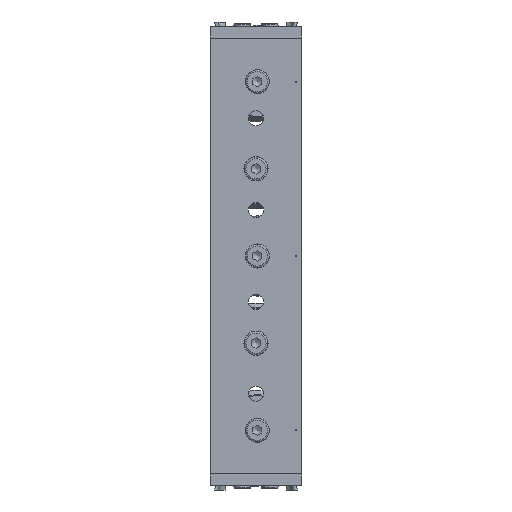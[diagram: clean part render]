
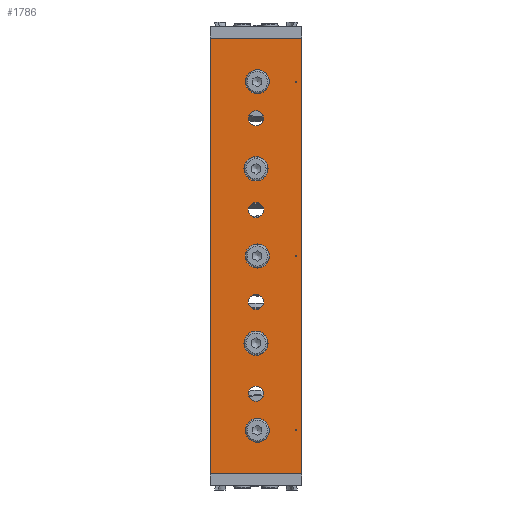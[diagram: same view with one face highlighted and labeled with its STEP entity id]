
A CAD part, left-side view. The second image highlights one B-rep face of the part: STEP entity #1786.
In plain terms, the highlighted planar face has unit normal (-1, 0, 0).
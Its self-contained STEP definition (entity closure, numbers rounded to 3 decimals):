
#230=CARTESIAN_POINT('',(0.0,20.0,138.25));
#231=VERTEX_POINT('',#230);
#232=CARTESIAN_POINT('',(0.0,20.0,133.0));
#233=DIRECTION('',(1.0,0.0,0.0));
#234=DIRECTION('',(0.0,0.0,1.0));
#235=AXIS2_PLACEMENT_3D('',#232,#233,#234);
#236=CIRCLE('',#235,5.25);
#237=EDGE_CURVE('',#231,#231,#236,.T.);
#717=CARTESIAN_POINT('',(0.0,20.0,62.25));
#718=VERTEX_POINT('',#717);
#719=CARTESIAN_POINT('',(0.0,20.0,57.0));
#720=DIRECTION('',(1.0,0.0,0.0));
#721=DIRECTION('',(0.0,0.0,1.0));
#722=AXIS2_PLACEMENT_3D('',#719,#720,#721);
#723=CIRCLE('',#722,5.25);
#724=EDGE_CURVE('',#718,#718,#723,.T.);
#791=CARTESIAN_POINT('',(0.0,20.0,158.324));
#792=VERTEX_POINT('',#791);
#793=CARTESIAN_POINT('',(0.0,20.0,155.0));
#794=DIRECTION('',(1.0,0.0,0.0));
#795=DIRECTION('',(0.0,0.0,1.0));
#796=AXIS2_PLACEMENT_3D('',#793,#794,#795);
#797=CIRCLE('',#796,3.324);
#798=EDGE_CURVE('',#792,#792,#797,.T.);
#840=CARTESIAN_POINT('',(0.0,20.0,118.324));
#841=VERTEX_POINT('',#840);
#842=CARTESIAN_POINT('',(0.0,20.0,115.0));
#843=DIRECTION('',(1.0,0.0,0.0));
#844=DIRECTION('',(0.0,0.0,1.0));
#845=AXIS2_PLACEMENT_3D('',#842,#843,#844);
#846=CIRCLE('',#845,3.324);
#847=EDGE_CURVE('',#841,#841,#846,.T.);
#889=CARTESIAN_POINT('',(0.0,20.0,78.323));
#890=VERTEX_POINT('',#889);
#891=CARTESIAN_POINT('',(0.0,20.0,75.0));
#892=DIRECTION('',(1.0,0.0,0.0));
#893=DIRECTION('',(0.0,0.0,1.0));
#894=AXIS2_PLACEMENT_3D('',#891,#892,#893);
#895=CIRCLE('',#894,3.324);
#896=EDGE_CURVE('',#890,#890,#895,.T.);
#938=CARTESIAN_POINT('',(0.0,20.0,38.323));
#939=VERTEX_POINT('',#938);
#940=CARTESIAN_POINT('',(0.0,20.0,35.0));
#941=DIRECTION('',(1.0,0.0,0.0));
#942=DIRECTION('',(0.0,0.0,1.0));
#943=AXIS2_PLACEMENT_3D('',#940,#941,#942);
#944=CIRCLE('',#943,3.324);
#945=EDGE_CURVE('',#939,#939,#944,.T.);
#1025=CARTESIAN_POINT('',(0.0,2.5,171.25));
#1026=VERTEX_POINT('',#1025);
#1027=CARTESIAN_POINT('',(0.0,2.5,171.0));
#1028=DIRECTION('',(1.0,0.0,0.0));
#1029=DIRECTION('',(0.0,0.0,1.0));
#1030=AXIS2_PLACEMENT_3D('',#1027,#1028,#1029);
#1031=CIRCLE('',#1030,0.25);
#1032=EDGE_CURVE('',#1026,#1026,#1031,.T.);
#1163=CARTESIAN_POINT('',(0.0,19.4,176.25));
#1164=VERTEX_POINT('',#1163);
#1165=CARTESIAN_POINT('',(0.0,19.4,171.0));
#1166=DIRECTION('',(1.0,0.0,0.0));
#1167=DIRECTION('',(0.0,0.0,1.0));
#1168=AXIS2_PLACEMENT_3D('',#1165,#1166,#1167);
#1169=CIRCLE('',#1168,5.25);
#1170=EDGE_CURVE('',#1164,#1164,#1169,.T.);
#1275=CARTESIAN_POINT('',(0.0,2.5,95.25));
#1276=VERTEX_POINT('',#1275);
#1277=CARTESIAN_POINT('',(0.0,2.5,95.0));
#1278=DIRECTION('',(1.0,0.0,0.0));
#1279=DIRECTION('',(0.0,0.0,1.0));
#1280=AXIS2_PLACEMENT_3D('',#1277,#1278,#1279);
#1281=CIRCLE('',#1280,0.25);
#1282=EDGE_CURVE('',#1276,#1276,#1281,.T.);
#1413=CARTESIAN_POINT('',(0.0,19.4,100.25));
#1414=VERTEX_POINT('',#1413);
#1415=CARTESIAN_POINT('',(0.0,19.4,95.0));
#1416=DIRECTION('',(1.0,0.0,0.0));
#1417=DIRECTION('',(0.0,0.0,1.0));
#1418=AXIS2_PLACEMENT_3D('',#1415,#1416,#1417);
#1419=CIRCLE('',#1418,5.25);
#1420=EDGE_CURVE('',#1414,#1414,#1419,.T.);
#1594=CARTESIAN_POINT('',(0.0,2.5,19.25));
#1595=VERTEX_POINT('',#1594);
#1596=CARTESIAN_POINT('',(0.0,2.5,19.));
#1597=DIRECTION('',(1.0,0.0,0.0));
#1598=DIRECTION('',(0.0,0.0,1.0));
#1599=AXIS2_PLACEMENT_3D('',#1596,#1597,#1598);
#1600=CIRCLE('',#1599,0.25);
#1601=EDGE_CURVE('',#1595,#1595,#1600,.T.);
#1663=CARTESIAN_POINT('',(0.0,19.4,24.25));
#1664=VERTEX_POINT('',#1663);
#1665=CARTESIAN_POINT('',(0.0,19.4,19.));
#1666=DIRECTION('',(1.0,0.0,0.0));
#1667=DIRECTION('',(0.0,0.0,1.0));
#1668=AXIS2_PLACEMENT_3D('',#1665,#1666,#1667);
#1669=CIRCLE('',#1668,5.25);
#1670=EDGE_CURVE('',#1664,#1664,#1669,.T.);
#1711=CARTESIAN_POINT('',(0.0,0.0,0.0));
#1712=DIRECTION('',(-1.0,0.0,0.0));
#1713=DIRECTION('',(0.0,0.0,1.0));
#1714=AXIS2_PLACEMENT_3D('',#1711,#1712,#1713);
#1715=PLANE('',#1714);
#1716=CARTESIAN_POINT('',(0.0,0.0,190.0));
#1717=VERTEX_POINT('',#1716);
#1718=CARTESIAN_POINT('',(0.0,40.0,190.0));
#1719=VERTEX_POINT('',#1718);
#1720=CARTESIAN_POINT('',(0.0,0.0,190.0));
#1721=DIRECTION('',(0.0,1.0,0.0));
#1722=VECTOR('',#1721,40.0);
#1723=LINE('',#1720,#1722);
#1724=EDGE_CURVE('',#1717,#1719,#1723,.T.);
#1725=ORIENTED_EDGE('',*,*,#1724,.T.);
#1726=CARTESIAN_POINT('',(0.0,40.0,0.0));
#1727=VERTEX_POINT('',#1726);
#1728=CARTESIAN_POINT('',(0.0,40.0,0.0));
#1729=DIRECTION('',(0.0,0.0,1.0));
#1730=VECTOR('',#1729,190.0);
#1731=LINE('',#1728,#1730);
#1732=EDGE_CURVE('',#1727,#1719,#1731,.T.);
#1733=ORIENTED_EDGE('',*,*,#1732,.F.);
#1734=CARTESIAN_POINT('',(0.0,0.0,0.0));
#1735=VERTEX_POINT('',#1734);
#1736=CARTESIAN_POINT('',(0.0,40.0,0.0));
#1737=DIRECTION('',(0.0,-1.0,0.0));
#1738=VECTOR('',#1737,40.0);
#1739=LINE('',#1736,#1738);
#1740=EDGE_CURVE('',#1727,#1735,#1739,.T.);
#1741=ORIENTED_EDGE('',*,*,#1740,.T.);
#1742=CARTESIAN_POINT('',(0.0,0.0,0.0));
#1743=DIRECTION('',(0.0,0.0,1.0));
#1744=VECTOR('',#1743,190.0);
#1745=LINE('',#1742,#1744);
#1746=EDGE_CURVE('',#1735,#1717,#1745,.T.);
#1747=ORIENTED_EDGE('',*,*,#1746,.T.);
#1748=EDGE_LOOP('',(#1725,#1733,#1741,#1747));
#1749=FACE_OUTER_BOUND('',#1748,.T.);
#1750=ORIENTED_EDGE('',*,*,#237,.T.);
#1751=EDGE_LOOP('',(#1750));
#1752=FACE_BOUND('',#1751,.T.);
#1753=ORIENTED_EDGE('',*,*,#724,.T.);
#1754=EDGE_LOOP('',(#1753));
#1755=FACE_BOUND('',#1754,.T.);
#1756=ORIENTED_EDGE('',*,*,#798,.T.);
#1757=EDGE_LOOP('',(#1756));
#1758=FACE_BOUND('',#1757,.T.);
#1759=ORIENTED_EDGE('',*,*,#847,.T.);
#1760=EDGE_LOOP('',(#1759));
#1761=FACE_BOUND('',#1760,.T.);
#1762=ORIENTED_EDGE('',*,*,#896,.T.);
#1763=EDGE_LOOP('',(#1762));
#1764=FACE_BOUND('',#1763,.T.);
#1765=ORIENTED_EDGE('',*,*,#945,.T.);
#1766=EDGE_LOOP('',(#1765));
#1767=FACE_BOUND('',#1766,.T.);
#1768=ORIENTED_EDGE('',*,*,#1032,.T.);
#1769=EDGE_LOOP('',(#1768));
#1770=FACE_BOUND('',#1769,.T.);
#1771=ORIENTED_EDGE('',*,*,#1170,.T.);
#1772=EDGE_LOOP('',(#1771));
#1773=FACE_BOUND('',#1772,.T.);
#1774=ORIENTED_EDGE('',*,*,#1282,.T.);
#1775=EDGE_LOOP('',(#1774));
#1776=FACE_BOUND('',#1775,.T.);
#1777=ORIENTED_EDGE('',*,*,#1420,.T.);
#1778=EDGE_LOOP('',(#1777));
#1779=FACE_BOUND('',#1778,.T.);
#1780=ORIENTED_EDGE('',*,*,#1601,.T.);
#1781=EDGE_LOOP('',(#1780));
#1782=FACE_BOUND('',#1781,.T.);
#1783=ORIENTED_EDGE('',*,*,#1670,.T.);
#1784=EDGE_LOOP('',(#1783));
#1785=FACE_BOUND('',#1784,.T.);
#1786=ADVANCED_FACE('',(#1749,#1752,#1755,#1758,#1761,#1764,#1767,#1770,#1773,#1776,#1779,#1782,#1785),#1715,.T.);
